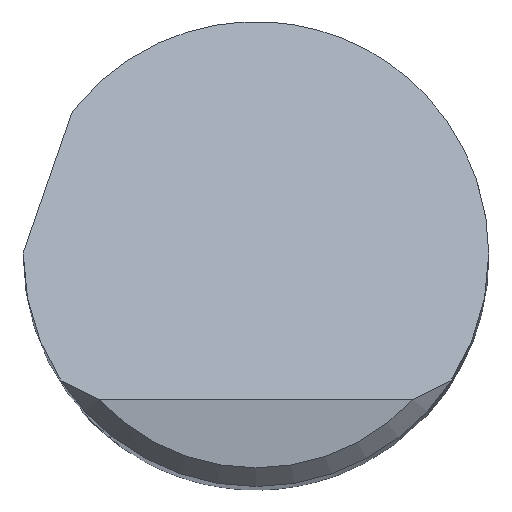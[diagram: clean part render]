
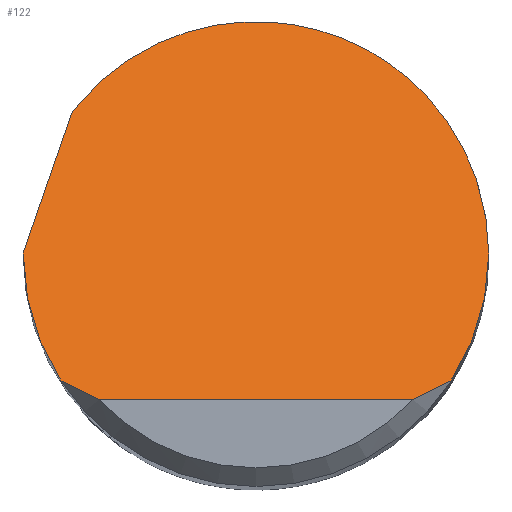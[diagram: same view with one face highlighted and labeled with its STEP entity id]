
A CAD part, top view. The second image highlights one B-rep face of the part: STEP entity #122.
In plain terms, the highlighted planar face has unit normal (0, 0.707, 0.707).
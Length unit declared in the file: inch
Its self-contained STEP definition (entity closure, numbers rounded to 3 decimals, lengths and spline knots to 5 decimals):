
#32 = CARTESIAN_POINT ( 'NONE',  ( 0.1875, 0., 1.8825 ) ) ;
#44 = VERTEX_POINT ( 'NONE', #326 ) ;
#45 = VECTOR ( 'NONE', #619, 39.37008 ) ;
#63 = CARTESIAN_POINT ( 'NONE',  ( 0.157, -0.1025, 1.985 ) ) ;
#84 = ORIENTED_EDGE ( 'NONE', *, *, #773, .T. ) ;
#88 = CARTESIAN_POINT ( 'NONE',  ( 0.157, -0.1025, 1.985 ) ) ;
#122 = ADVANCED_FACE ( 'NONE', ( #592 ), #888, .F. ) ;
#136 = CARTESIAN_POINT ( 'NONE',  ( -0.17704, -0.0718, 1.9543 ) ) ;
#145 = VECTOR ( 'NONE', #360, 39.37008 ) ;
#165 = CARTESIAN_POINT ( 'NONE',  ( -0.12629, -0.1175, 2. ) ) ;
#166 = CARTESIAN_POINT ( 'NONE',  ( 0.1369, -0.11288, 1.99538 ) ) ;
#167 = ORIENTED_EDGE ( 'NONE', *, *, #505, .F. ) ;
#237 = EDGE_LOOP ( 'NONE', ( #84, #491, #167, #298, #816, #447, #303, #661 ) ) ;
#240 = CARTESIAN_POINT ( 'NONE',  ( -0.14795, 0.11518, 1.76732 ) ) ;
#260 = CARTESIAN_POINT ( 'NONE',  ( 0.157, -0.1025, 1.985 ) ) ;
#288 = CARTESIAN_POINT ( 'NONE',  ( 0.1875, 0.21502, 1.66748 ) ) ;
#298 = ORIENTED_EDGE ( 'NONE', *, *, #647, .F. ) ;
#303 = ORIENTED_EDGE ( 'NONE', *, *, #543, .F. ) ;
#325 = B_SPLINE_CURVE_WITH_KNOTS ( 'NONE', 3,
 ( #800, #378, #867, #165 ),
 .UNSPECIFIED., .F., .F.,
 ( 4, 4 ),
 ( 0., 0.00095 ),
 .UNSPECIFIED. ) ;
#326 = CARTESIAN_POINT ( 'NONE',  ( -0.1875, 0., 1.8825 ) ) ;
#330 = VERTEX_POINT ( 'NONE', #579 ) ;
#332 = EDGE_CURVE ( 'NONE', #330, #687, #325, .T. ) ;
#345 =( BOUNDED_CURVE ( )  B_SPLINE_CURVE ( 3, ( #689, #136, #873, #576 ),
 .UNSPECIFIED., .F., .T. ) 
 B_SPLINE_CURVE_WITH_KNOTS ( ( 4, 4 ),
 ( 4.13401, 4.71239 ),
 .UNSPECIFIED. ) 
 CURVE ( )  GEOMETRIC_REPRESENTATION_ITEM ( )  RATIONAL_B_SPLINE_CURVE ( ( 1., 0.972, 0.972, 1. ) ) 
 REPRESENTATION_ITEM ( '' )  );
#360 = DIRECTION ( 'NONE',  ( 0.238, 0.687, -0.687 ) ) ;
#362 = B_SPLINE_CURVE_WITH_KNOTS ( 'NONE', 3,
 ( #373, #166, #655, #88 ),
 .UNSPECIFIED., .F., .F.,
 ( 4, 4 ),
 ( 0., 0.00095 ),
 .UNSPECIFIED. ) ;
#363 = VERTEX_POINT ( 'NONE', #730 ) ;
#373 = CARTESIAN_POINT ( 'NONE',  ( 0.12629, -0.1175, 2. ) ) ;
#378 = CARTESIAN_POINT ( 'NONE',  ( -0.14711, -0.10785, 1.99035 ) ) ;
#389 = VERTEX_POINT ( 'NONE', #650 ) ;
#401 = CARTESIAN_POINT ( 'NONE',  ( 0.1875, -0.03666, 1.91916 ) ) ;
#410 = CARTESIAN_POINT ( 'NONE',  ( 0., -0.1175, 2. ) ) ;
#447 = ORIENTED_EDGE ( 'NONE', *, *, #610, .F. ) ;
#491 = ORIENTED_EDGE ( 'NONE', *, *, #567, .T. ) ;
#502 = CARTESIAN_POINT ( 'NONE',  ( -0.1875, 0.00033, 1.88217 ) ) ;
#505 = EDGE_CURVE ( 'NONE', #844, #508, #673, .T. ) ;
#507 = CARTESIAN_POINT ( 'NONE',  ( -0.01587, 0.28485, 1.59765 ) ) ;
#508 = VERTEX_POINT ( 'NONE', #260 ) ;
#524 = DIRECTION ( 'NONE',  ( 0., 0.707, -0.707 ) ) ;
#543 = EDGE_CURVE ( 'NONE', #330, #44, #345, .T. ) ;
#567 = EDGE_CURVE ( 'NONE', #363, #508, #362, .T. ) ;
#576 = CARTESIAN_POINT ( 'NONE',  ( -0.1875, 0., 1.8825 ) ) ;
#579 = CARTESIAN_POINT ( 'NONE',  ( -0.157, -0.1025, 1.985 ) ) ;
#582 = CARTESIAN_POINT ( 'NONE',  ( -0.1875, 0., 1.8825 ) ) ;
#592 = FACE_OUTER_BOUND ( 'NONE', #237, .T. ) ;
#607 = EDGE_CURVE ( 'NONE', #389, #629, #731, .T. ) ;
#610 = EDGE_CURVE ( 'NONE', #44, #389, #697, .T. ) ;
#619 = DIRECTION ( 'NONE',  ( 1., 0., 0. ) ) ;
#623 = LINE ( 'NONE', #410, #45 ) ;
#629 = VERTEX_POINT ( 'NONE', #240 ) ;
#631 =( BOUNDED_CURVE ( )  B_SPLINE_CURVE ( 3, ( #645, #507, #288, #32 ),
 .UNSPECIFIED., .F., .F. ) 
 B_SPLINE_CURVE_WITH_KNOTS ( ( 4, 4 ),
 ( 5.37386, 7.85398 ),
 .UNSPECIFIED. ) 
 CURVE ( )  GEOMETRIC_REPRESENTATION_ITEM ( )  RATIONAL_B_SPLINE_CURVE ( ( 1., 0.55, 0.55, 1. ) ) 
 REPRESENTATION_ITEM ( '' )  );
#638 = CARTESIAN_POINT ( 'NONE',  ( 0.1875, 0., 1.8825 ) ) ;
#645 = CARTESIAN_POINT ( 'NONE',  ( -0.14795, 0.11518, 1.76732 ) ) ;
#647 = EDGE_CURVE ( 'NONE', #629, #844, #631, .T. ) ;
#650 = CARTESIAN_POINT ( 'NONE',  ( -0.1875, 0.001, 1.8815 ) ) ;
#655 = CARTESIAN_POINT ( 'NONE',  ( 0.14711, -0.10785, 1.99035 ) ) ;
#661 = ORIENTED_EDGE ( 'NONE', *, *, #332, .T. ) ;
#665 = CARTESIAN_POINT ( 'NONE',  ( 0.17704, -0.0718, 1.9543 ) ) ;
#673 =( BOUNDED_CURVE ( )  B_SPLINE_CURVE ( 3, ( #829, #401, #665, #63 ),
 .UNSPECIFIED., .F., .F. ) 
 B_SPLINE_CURVE_WITH_KNOTS ( ( 4, 4 ),
 ( 1.5708, 2.14917 ),
 .UNSPECIFIED. ) 
 CURVE ( )  GEOMETRIC_REPRESENTATION_ITEM ( )  RATIONAL_B_SPLINE_CURVE ( ( 1., 0.972, 0.972, 1. ) ) 
 REPRESENTATION_ITEM ( '' )  );
#687 = VERTEX_POINT ( 'NONE', #894 ) ;
#689 = CARTESIAN_POINT ( 'NONE',  ( -0.157, -0.1025, 1.985 ) ) ;
#697 =( BOUNDED_CURVE ( )  B_SPLINE_CURVE ( 3, ( #582, #502, #792, #877 ),
 .UNSPECIFIED., .F., .T. ) 
 B_SPLINE_CURVE_WITH_KNOTS ( ( 4, 4 ),
 ( 4.71239, 4.71772 ),
 .UNSPECIFIED. ) 
 CURVE ( )  GEOMETRIC_REPRESENTATION_ITEM ( )  RATIONAL_B_SPLINE_CURVE ( ( 1., 1., 1., 1. ) ) 
 REPRESENTATION_ITEM ( '' )  );
#730 = CARTESIAN_POINT ( 'NONE',  ( 0.12629, -0.1175, 2. ) ) ;
#731 = LINE ( 'NONE', #857, #145 ) ;
#743 = CARTESIAN_POINT ( 'NONE',  ( -0.1875, -0.1175, 2. ) ) ;
#773 = EDGE_CURVE ( 'NONE', #687, #363, #623, .T. ) ;
#792 = CARTESIAN_POINT ( 'NONE',  ( -0.1875, 0.00067, 1.88183 ) ) ;
#800 = CARTESIAN_POINT ( 'NONE',  ( -0.157, -0.1025, 1.985 ) ) ;
#805 = AXIS2_PLACEMENT_3D ( 'NONE', #743, #823, #524 ) ;
#816 = ORIENTED_EDGE ( 'NONE', *, *, #607, .F. ) ;
#823 = DIRECTION ( 'NONE',  ( 0., -0.707, -0.707 ) ) ;
#829 = CARTESIAN_POINT ( 'NONE',  ( 0.1875, 0., 1.8825 ) ) ;
#844 = VERTEX_POINT ( 'NONE', #638 ) ;
#857 = CARTESIAN_POINT ( 'NONE',  ( -0.22622, -0.1108, 1.9933 ) ) ;
#867 = CARTESIAN_POINT ( 'NONE',  ( -0.1369, -0.11288, 1.99538 ) ) ;
#873 = CARTESIAN_POINT ( 'NONE',  ( -0.1875, -0.03666, 1.91916 ) ) ;
#877 = CARTESIAN_POINT ( 'NONE',  ( -0.1875, 0.001, 1.8815 ) ) ;
#888 = PLANE ( 'NONE',  #805 ) ;
#894 = CARTESIAN_POINT ( 'NONE',  ( -0.12629, -0.1175, 2. ) ) ;
